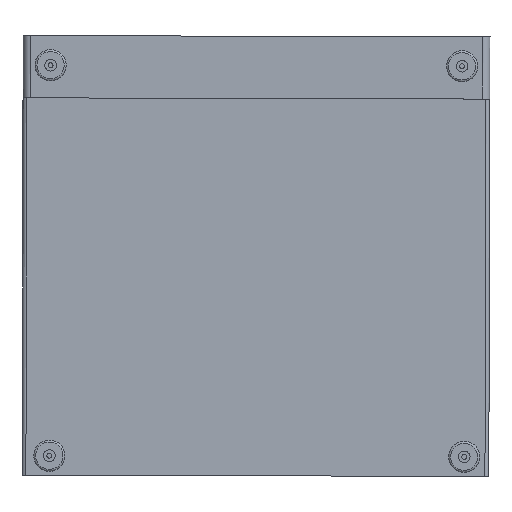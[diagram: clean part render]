
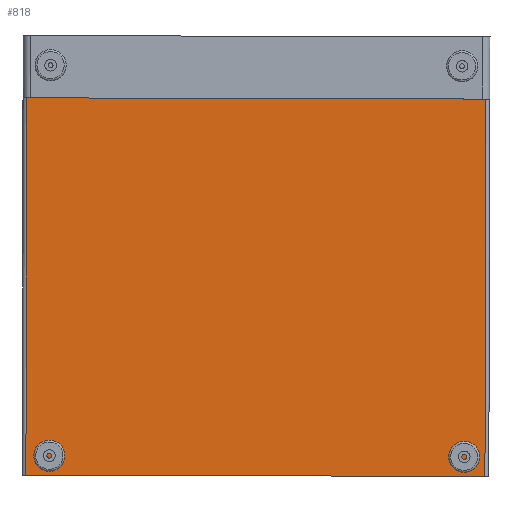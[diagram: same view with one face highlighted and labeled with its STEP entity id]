
A CAD part, front view. The second image highlights one B-rep face of the part: STEP entity #818.
In plain terms, the highlighted planar face has unit normal (0, -1, 0).
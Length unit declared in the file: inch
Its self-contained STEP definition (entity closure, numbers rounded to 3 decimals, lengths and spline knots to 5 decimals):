
#80=PLANE('',#882);
#104=FACE_OUTER_BOUND('',#154,.T.);
#154=EDGE_LOOP('',(#587,#588,#589,#590));
#214=LINE('',#1276,#275);
#217=LINE('',#1285,#278);
#218=LINE('',#1288,#279);
#219=LINE('',#1289,#280);
#275=VECTOR('',#1002,29.5);
#278=VECTOR('',#1011,24.25);
#279=VECTOR('',#1014,24.25);
#280=VECTOR('',#1015,29.5);
#384=VERTEX_POINT('',#1273);
#385=VERTEX_POINT('',#1275);
#387=VERTEX_POINT('',#1281);
#389=VERTEX_POINT('',#1287);
#463=EDGE_CURVE('',#384,#385,#214,.T.);
#468=EDGE_CURVE('',#385,#387,#217,.T.);
#469=EDGE_CURVE('',#389,#384,#218,.T.);
#470=EDGE_CURVE('',#387,#389,#219,.T.);
#587=ORIENTED_EDGE('',*,*,#468,.F.);
#588=ORIENTED_EDGE('',*,*,#463,.F.);
#589=ORIENTED_EDGE('',*,*,#469,.F.);
#590=ORIENTED_EDGE('',*,*,#470,.F.);
#818=ADVANCED_FACE('',(#104),#80,.T.);
#882=AXIS2_PLACEMENT_3D('',#1286,#1012,#1013);
#1002=DIRECTION('',(1.,0.,0.));
#1011=DIRECTION('',(0.,0.,-1.));
#1012=DIRECTION('center_axis',(0.,-1.,0.));
#1013=DIRECTION('ref_axis',(-1.,0.,0.));
#1014=DIRECTION('',(0.,0.,1.));
#1015=DIRECTION('',(-1.,0.,0.));
#1273=CARTESIAN_POINT('',(0.25,0.,0.));
#1275=CARTESIAN_POINT('',(29.75,0.,0.));
#1276=CARTESIAN_POINT('',(0.,0.,0.));
#1281=CARTESIAN_POINT('',(29.75,0.,-24.25));
#1285=CARTESIAN_POINT('',(29.75,0.,0.));
#1286=CARTESIAN_POINT('Origin',(30.,0.,0.));
#1287=CARTESIAN_POINT('',(0.25,0.,-24.25));
#1288=CARTESIAN_POINT('',(0.25,0.,0.));
#1289=CARTESIAN_POINT('',(0.,0.,-24.25));
